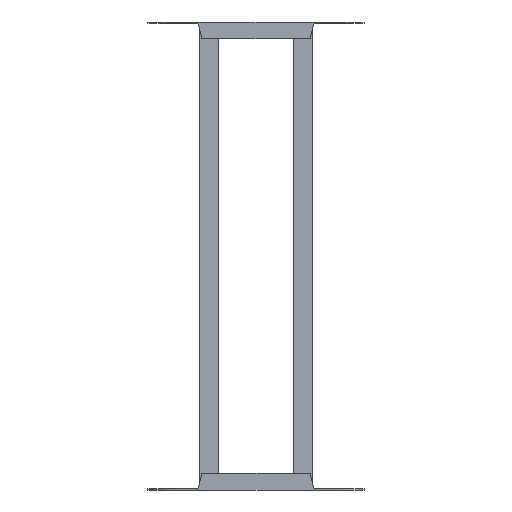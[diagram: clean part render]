
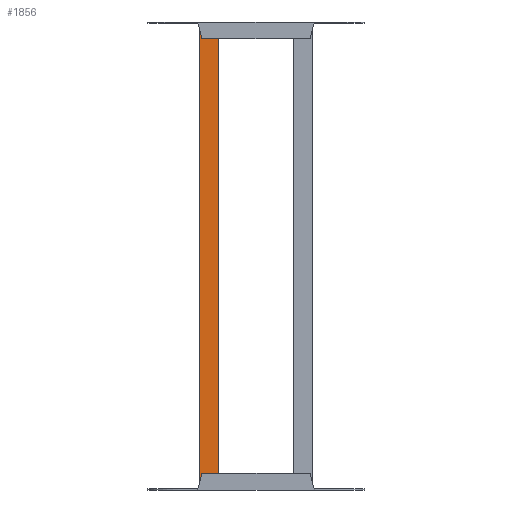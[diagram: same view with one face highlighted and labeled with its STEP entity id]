
A CAD part, front view. The second image highlights one B-rep face of the part: STEP entity #1856.
In plain terms, the highlighted planar face has unit normal (0, -1, 0).
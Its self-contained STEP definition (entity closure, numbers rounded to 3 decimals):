
#1 = EDGE_CURVE ( 'NONE', #2734, #3356, #2291, .T. ) ;
#214 = CARTESIAN_POINT ( 'NONE',  ( -15., 0., 371. ) ) ;
#262 = VERTEX_POINT ( 'NONE', #2675 ) ;
#286 = VECTOR ( 'NONE', #2156, 1000. ) ;
#289 = LINE ( 'NONE', #2354, #286 ) ;
#319 = ORIENTED_EDGE ( 'NONE', *, *, #2824, .T. ) ;
#321 = CARTESIAN_POINT ( 'NONE',  ( 11.5, 0., 371. ) ) ;
#359 = ORIENTED_EDGE ( 'NONE', *, *, #1844, .F. ) ;
#371 = DIRECTION ( 'NONE',  ( 0., 1., 0. ) ) ;
#425 = ORIENTED_EDGE ( 'NONE', *, *, #1598, .T. ) ;
#441 = VECTOR ( 'NONE', #794, 1000. ) ;
#454 = ORIENTED_EDGE ( 'NONE', *, *, #2670, .T. ) ;
#456 = CARTESIAN_POINT ( 'NONE',  ( 11.5, 0., -371. ) ) ;
#473 = LINE ( 'NONE', #817, #441 ) ;
#492 = ORIENTED_EDGE ( 'NONE', *, *, #1, .F. ) ;
#518 = DIRECTION ( 'NONE',  ( 0., 0., 1. ) ) ;
#556 = CARTESIAN_POINT ( 'NONE',  ( -11.5, 0., 371. ) ) ;
#633 = VECTOR ( 'NONE', #1011, 1000. ) ;
#684 = CARTESIAN_POINT ( 'NONE',  ( -15., 0., -371. ) ) ;
#718 = DIRECTION ( 'NONE',  ( -1., 0., 0. ) ) ;
#771 = CARTESIAN_POINT ( 'NONE',  ( -11.5, 0., -371. ) ) ;
#794 = DIRECTION ( 'NONE',  ( 0., 0., 1. ) ) ;
#817 = CARTESIAN_POINT ( 'NONE',  ( 15., 0., -371. ) ) ;
#833 = PLANE ( 'NONE',  #3076 ) ;
#967 = LINE ( 'NONE', #1253, #633 ) ;
#995 = VERTEX_POINT ( 'NONE', #214 ) ;
#1011 = DIRECTION ( 'NONE',  ( 0., 0., 1. ) ) ;
#1044 = VERTEX_POINT ( 'NONE', #1587 ) ;
#1151 = DIRECTION ( 'NONE',  ( 1., 0., 0. ) ) ;
#1200 = VECTOR ( 'NONE', #1151, 1000. ) ;
#1253 = CARTESIAN_POINT ( 'NONE',  ( -15., 0., -371. ) ) ;
#1272 = CARTESIAN_POINT ( 'NONE',  ( -11.5, 0., -371. ) ) ;
#1385 = DIRECTION ( 'NONE',  ( -1., 0., 0. ) ) ;
#1474 = EDGE_CURVE ( 'NONE', #1044, #2905, #473, .T. ) ;
#1519 = VECTOR ( 'NONE', #1840, 1000. ) ;
#1558 = CARTESIAN_POINT ( 'NONE',  ( -11.5, 0., -371. ) ) ;
#1587 = CARTESIAN_POINT ( 'NONE',  ( 15., 0., -371. ) ) ;
#1598 = EDGE_CURVE ( 'NONE', #262, #995, #289, .T. ) ;
#1667 = ORIENTED_EDGE ( 'NONE', *, *, #2082, .F. ) ;
#1760 = VERTEX_POINT ( 'NONE', #321 ) ;
#1840 = DIRECTION ( 'NONE',  ( 1., 0., 0. ) ) ;
#1844 = EDGE_CURVE ( 'NONE', #2805, #2734, #3163, .T. ) ;
#1856 = ADVANCED_FACE ( 'NONE', ( #2959 ), #833, .F. ) ;
#1869 = CARTESIAN_POINT ( 'NONE',  ( 15., 0., 371. ) ) ;
#1920 = LINE ( 'NONE', #556, #1519 ) ;
#2024 = ORIENTED_EDGE ( 'NONE', *, *, #3321, .F. ) ;
#2055 = VECTOR ( 'NONE', #3118, 1000. ) ;
#2082 = EDGE_CURVE ( 'NONE', #1760, #2905, #1920, .T. ) ;
#2136 = LINE ( 'NONE', #2533, #2055 ) ;
#2156 = DIRECTION ( 'NONE',  ( -1., 0., 0. ) ) ;
#2240 = CARTESIAN_POINT ( 'NONE',  ( -11.5, 0., -371. ) ) ;
#2289 = VECTOR ( 'NONE', #1385, 1000. ) ;
#2291 = LINE ( 'NONE', #1272, #2289 ) ;
#2354 = CARTESIAN_POINT ( 'NONE',  ( -15., 0., 371. ) ) ;
#2447 = CARTESIAN_POINT ( 'NONE',  ( 15., 0., -371. ) ) ;
#2509 = LINE ( 'NONE', #2447, #1200 ) ;
#2533 = CARTESIAN_POINT ( 'NONE',  ( -11.5, 0., 371. ) ) ;
#2572 = ORIENTED_EDGE ( 'NONE', *, *, #1474, .T. ) ;
#2670 = EDGE_CURVE ( 'NONE', #2805, #1044, #2509, .T. ) ;
#2675 = CARTESIAN_POINT ( 'NONE',  ( -11.5, 0., 371. ) ) ;
#2734 = VERTEX_POINT ( 'NONE', #2240 ) ;
#2805 = VERTEX_POINT ( 'NONE', #456 ) ;
#2824 = EDGE_CURVE ( 'NONE', #1760, #262, #2136, .T. ) ;
#2905 = VERTEX_POINT ( 'NONE', #1869 ) ;
#2959 = FACE_OUTER_BOUND ( 'NONE', #3130, .T. ) ;
#3042 = VECTOR ( 'NONE', #718, 1000. ) ;
#3076 = AXIS2_PLACEMENT_3D ( 'NONE', #771, #371, #518 ) ;
#3118 = DIRECTION ( 'NONE',  ( -1., 0., 0. ) ) ;
#3130 = EDGE_LOOP ( 'NONE', ( #319, #425, #2024, #492, #359, #454, #2572, #1667 ) ) ;
#3163 = LINE ( 'NONE', #1558, #3042 ) ;
#3321 = EDGE_CURVE ( 'NONE', #3356, #995, #967, .T. ) ;
#3356 = VERTEX_POINT ( 'NONE', #684 ) ;
